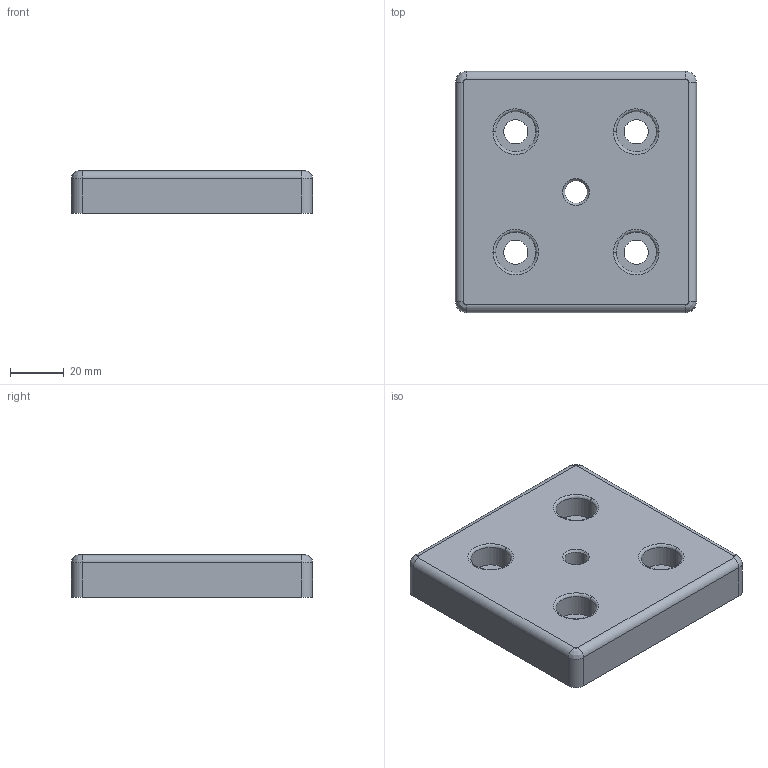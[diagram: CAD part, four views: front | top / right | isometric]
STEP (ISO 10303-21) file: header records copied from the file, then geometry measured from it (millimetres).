
FILE_DESCRIPTION (( 'STEP AP214' ), '1' );
FILE_NAME ('093t90901008s.STEP', '2014-09-08T05:56:11', ( '' ), ( '' ), 'SwSTEP 2.0', 'SolidWorks 2014', '' );
FILE_SCHEMA (( 'AUTOMOTIVE_DESIGN' ));
Length unit declared in the file: inch
Products named in the file (1): 093t90901008s
Bounding box: 90 x 90 x 16 mm (x, y, z)
Volume: 82848 mm3; surface area: 31437.9 mm2
Topology: 1 solids, 1 shells, 181 faces, 437 edges, 249 vertices
Faces by surface type: cylinder 89, bspline 61, plane 27, cone 4
Entity records: 9297 total; most frequent: CARTESIAN_POINT 2882, DIRECTION 883, ORIENTED_EDGE 838, EDGE_CURVE 419, AXIS2_PLACEMENT_3D 370, VERTEX_POINT 249, CIRCLE 249, EDGE_LOOP 200
